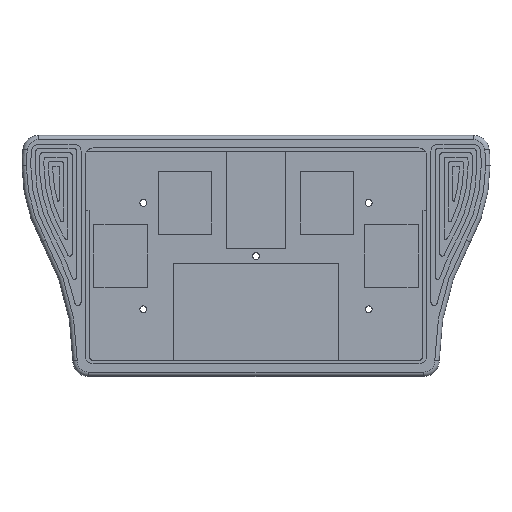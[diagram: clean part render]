
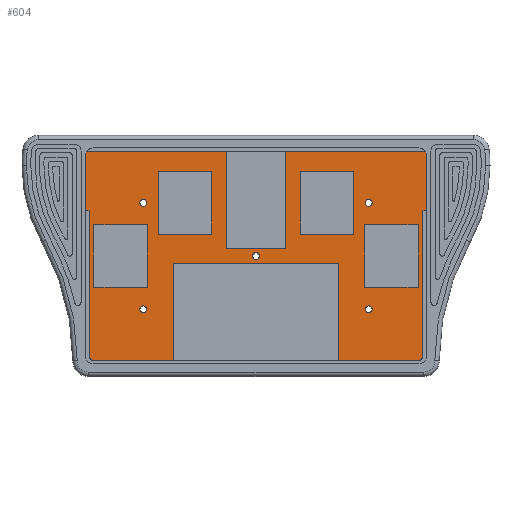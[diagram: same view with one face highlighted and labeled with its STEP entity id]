
A CAD part, top view. The second image highlights one B-rep face of the part: STEP entity #604.
In plain terms, the highlighted planar face has unit normal (0, 0, 1).
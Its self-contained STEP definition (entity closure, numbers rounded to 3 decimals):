
#276=CARTESIAN_POINT('',(0.,0.,-5.));
#277=DIRECTION('',(0.,0.,1.));
#278=DIRECTION('',(1.,0.,0.));
#279=AXIS2_PLACEMENT_3D('',#276,#277,#278);
#280=PLANE('',#279);
#281=CARTESIAN_POINT('',(46.1,25.5,-5.));
#282=VERTEX_POINT('',#281);
#283=CARTESIAN_POINT('',(45.,25.5,-5.));
#284=DIRECTION('',(0.,0.,1.));
#285=DIRECTION('',(1.,0.,-0.));
#286=AXIS2_PLACEMENT_3D('',#283,#284,#285);
#287=CIRCLE('',#286,1.1);
#288=EDGE_CURVE('',#282,#282,#287,.T.);
#289=ORIENTED_EDGE('',*,*,#288,.F.);
#290=EDGE_LOOP('',(#289));
#291=FACE_BOUND('',#290,.T.);
#292=CARTESIAN_POINT('',(18.5,23.,-5.));
#293=VERTEX_POINT('',#292);
#294=CARTESIAN_POINT('',(18.5,-9.,-5.));
#295=VERTEX_POINT('',#294);
#296=CARTESIAN_POINT('',(18.5,23.,-5.));
#297=DIRECTION('',(0.,-1.,0.));
#298=VECTOR('',#297,32.);
#299=LINE('',#296,#298);
#300=EDGE_CURVE('',#293,#295,#299,.T.);
#301=ORIENTED_EDGE('',*,*,#300,.F.);
#302=CARTESIAN_POINT('',(71.5,23.,-5.));
#303=VERTEX_POINT('',#302);
#304=CARTESIAN_POINT('',(18.5,23.,-5.));
#305=DIRECTION('',(1.,0.,-0.));
#306=VECTOR('',#305,53.);
#307=LINE('',#304,#306);
#308=EDGE_CURVE('',#293,#303,#307,.T.);
#309=ORIENTED_EDGE('',*,*,#308,.T.);
#310=CARTESIAN_POINT('',(71.5,-9.,-5.));
#311=VERTEX_POINT('',#310);
#312=CARTESIAN_POINT('',(71.5,23.,-5.));
#313=DIRECTION('',(0.,-1.,0.));
#314=VECTOR('',#313,32.);
#315=LINE('',#312,#314);
#316=EDGE_CURVE('',#303,#311,#315,.T.);
#317=ORIENTED_EDGE('',*,*,#316,.T.);
#318=CARTESIAN_POINT('',(97.,-9.,-5.));
#319=VERTEX_POINT('',#318);
#320=CARTESIAN_POINT('',(71.5,-9.,-5.));
#321=DIRECTION('',(1.,0.,-0.));
#322=VECTOR('',#321,25.5);
#323=LINE('',#320,#322);
#324=EDGE_CURVE('',#311,#319,#323,.T.);
#325=ORIENTED_EDGE('',*,*,#324,.T.);
#326=CARTESIAN_POINT('',(99.5,-6.5,-5.));
#327=VERTEX_POINT('',#326);
#328=CARTESIAN_POINT('',(97.,-6.5,-5.));
#329=DIRECTION('',(0.,0.,1.));
#330=DIRECTION('',(1.,0.,-0.));
#331=AXIS2_PLACEMENT_3D('',#328,#329,#330);
#332=CIRCLE('',#331,2.5);
#333=EDGE_CURVE('',#319,#327,#332,.T.);
#334=ORIENTED_EDGE('',*,*,#333,.T.);
#335=CARTESIAN_POINT('',(99.5,40.,-5.));
#336=VERTEX_POINT('',#335);
#337=CARTESIAN_POINT('',(99.5,40.,-5.));
#338=DIRECTION('',(0.,-1.,0.));
#339=VECTOR('',#338,46.5);
#340=LINE('',#337,#339);
#341=EDGE_CURVE('',#336,#327,#340,.T.);
#342=ORIENTED_EDGE('',*,*,#341,.F.);
#343=CARTESIAN_POINT('',(99.5,60.,-5.));
#344=VERTEX_POINT('',#343);
#345=CARTESIAN_POINT('',(99.5,60.,-5.));
#346=DIRECTION('',(0.,-1.,0.));
#347=VECTOR('',#346,20.);
#348=LINE('',#345,#347);
#349=EDGE_CURVE('',#344,#336,#348,.T.);
#350=ORIENTED_EDGE('',*,*,#349,.F.);
#351=CARTESIAN_POINT('',(54.5,60.,-5.));
#352=VERTEX_POINT('',#351);
#353=CARTESIAN_POINT('',(99.5,60.,-5.));
#354=DIRECTION('',(-1.,0.,0.));
#355=VECTOR('',#354,45.);
#356=LINE('',#353,#355);
#357=EDGE_CURVE('',#344,#352,#356,.T.);
#358=ORIENTED_EDGE('',*,*,#357,.T.);
#359=CARTESIAN_POINT('',(54.5,28.,-5.));
#360=VERTEX_POINT('',#359);
#361=CARTESIAN_POINT('',(54.5,60.,-5.));
#362=DIRECTION('',(0.,-1.,0.));
#363=VECTOR('',#362,32.);
#364=LINE('',#361,#363);
#365=EDGE_CURVE('',#352,#360,#364,.T.);
#366=ORIENTED_EDGE('',*,*,#365,.T.);
#367=CARTESIAN_POINT('',(35.5,28.,-5.));
#368=VERTEX_POINT('',#367);
#369=CARTESIAN_POINT('',(54.5,28.,-5.));
#370=DIRECTION('',(-1.,0.,0.));
#371=VECTOR('',#370,19.);
#372=LINE('',#369,#371);
#373=EDGE_CURVE('',#360,#368,#372,.T.);
#374=ORIENTED_EDGE('',*,*,#373,.T.);
#375=CARTESIAN_POINT('',(35.5,60.,-5.));
#376=VERTEX_POINT('',#375);
#377=CARTESIAN_POINT('',(35.5,60.,-5.));
#378=DIRECTION('',(0.,-1.,0.));
#379=VECTOR('',#378,32.);
#380=LINE('',#377,#379);
#381=EDGE_CURVE('',#376,#368,#380,.T.);
#382=ORIENTED_EDGE('',*,*,#381,.F.);
#383=CARTESIAN_POINT('',(-9.5,60.,-5.));
#384=VERTEX_POINT('',#383);
#385=CARTESIAN_POINT('',(-9.5,60.,-5.));
#386=DIRECTION('',(1.,0.,-0.));
#387=VECTOR('',#386,45.);
#388=LINE('',#385,#387);
#389=EDGE_CURVE('',#384,#376,#388,.T.);
#390=ORIENTED_EDGE('',*,*,#389,.F.);
#391=CARTESIAN_POINT('',(-9.5,40.,-5.));
#392=VERTEX_POINT('',#391);
#393=CARTESIAN_POINT('',(-9.5,60.,-5.));
#394=DIRECTION('',(0.,-1.,0.));
#395=VECTOR('',#394,20.);
#396=LINE('',#393,#395);
#397=EDGE_CURVE('',#384,#392,#396,.T.);
#398=ORIENTED_EDGE('',*,*,#397,.T.);
#399=CARTESIAN_POINT('',(-9.5,-6.5,-5.));
#400=VERTEX_POINT('',#399);
#401=CARTESIAN_POINT('',(-9.5,40.,-5.));
#402=DIRECTION('',(0.,-1.,0.));
#403=VECTOR('',#402,46.5);
#404=LINE('',#401,#403);
#405=EDGE_CURVE('',#392,#400,#404,.T.);
#406=ORIENTED_EDGE('',*,*,#405,.T.);
#407=CARTESIAN_POINT('',(-7.,-9.,-5.));
#408=VERTEX_POINT('',#407);
#409=CARTESIAN_POINT('',(-7.,-6.5,-5.));
#410=DIRECTION('',(0.,0.,-1.));
#411=DIRECTION('',(-1.,0.,0.));
#412=AXIS2_PLACEMENT_3D('',#409,#410,#411);
#413=CIRCLE('',#412,2.5);
#414=EDGE_CURVE('',#408,#400,#413,.T.);
#415=ORIENTED_EDGE('',*,*,#414,.F.);
#416=CARTESIAN_POINT('',(18.5,-9.,-5.));
#417=DIRECTION('',(-1.,0.,0.));
#418=VECTOR('',#417,25.5);
#419=LINE('',#416,#418);
#420=EDGE_CURVE('',#295,#408,#419,.T.);
#421=ORIENTED_EDGE('',*,*,#420,.F.);
#422=EDGE_LOOP('',(#301,#309,#317,#325,#334,#342,#350,#358,#366,#374,#382,#390,#398,#406,#415,#421));
#423=FACE_BOUND('',#422,.T.);
#424=CARTESIAN_POINT('',(79.762,15.5,-5.));
#425=VERTEX_POINT('',#424);
#426=CARTESIAN_POINT('',(96.762,15.5,-5.));
#427=VERTEX_POINT('',#426);
#428=CARTESIAN_POINT('',(79.762,15.5,-5.));
#429=DIRECTION('',(1.,0.,-0.));
#430=VECTOR('',#429,17.);
#431=LINE('',#428,#430);
#432=EDGE_CURVE('',#425,#427,#431,.T.);
#433=ORIENTED_EDGE('',*,*,#432,.F.);
#434=CARTESIAN_POINT('',(79.762,35.5,-5.));
#435=VERTEX_POINT('',#434);
#436=CARTESIAN_POINT('',(79.762,35.5,-5.));
#437=DIRECTION('',(0.,-1.,0.));
#438=VECTOR('',#437,20.);
#439=LINE('',#436,#438);
#440=EDGE_CURVE('',#435,#425,#439,.T.);
#441=ORIENTED_EDGE('',*,*,#440,.F.);
#442=CARTESIAN_POINT('',(96.762,35.5,-5.));
#443=VERTEX_POINT('',#442);
#444=CARTESIAN_POINT('',(79.762,35.5,-5.));
#445=DIRECTION('',(1.,0.,-0.));
#446=VECTOR('',#445,17.);
#447=LINE('',#444,#446);
#448=EDGE_CURVE('',#435,#443,#447,.T.);
#449=ORIENTED_EDGE('',*,*,#448,.T.);
#450=CARTESIAN_POINT('',(96.762,15.5,-5.));
#451=DIRECTION('',(0.,1.,0.));
#452=VECTOR('',#451,20.);
#453=LINE('',#450,#452);
#454=EDGE_CURVE('',#427,#443,#453,.T.);
#455=ORIENTED_EDGE('',*,*,#454,.F.);
#456=EDGE_LOOP('',(#433,#441,#449,#455));
#457=FACE_BOUND('',#456,.T.);
#458=CARTESIAN_POINT('',(82.1,8.5,-5.));
#459=VERTEX_POINT('',#458);
#460=CARTESIAN_POINT('',(81.,8.5,-5.));
#461=DIRECTION('',(0.,0.,1.));
#462=DIRECTION('',(1.,0.,-0.));
#463=AXIS2_PLACEMENT_3D('',#460,#461,#462);
#464=CIRCLE('',#463,1.1);
#465=EDGE_CURVE('',#459,#459,#464,.T.);
#466=ORIENTED_EDGE('',*,*,#465,.F.);
#467=EDGE_LOOP('',(#466));
#468=FACE_BOUND('',#467,.T.);
#469=CARTESIAN_POINT('',(82.1,42.5,-5.));
#470=VERTEX_POINT('',#469);
#471=CARTESIAN_POINT('',(81.,42.5,-5.));
#472=DIRECTION('',(0.,0.,1.));
#473=DIRECTION('',(1.,0.,-0.));
#474=AXIS2_PLACEMENT_3D('',#471,#472,#473);
#475=CIRCLE('',#474,1.1);
#476=EDGE_CURVE('',#470,#470,#475,.T.);
#477=ORIENTED_EDGE('',*,*,#476,.F.);
#478=EDGE_LOOP('',(#477));
#479=FACE_BOUND('',#478,.T.);
#480=CARTESIAN_POINT('',(59.25,52.5,-5.));
#481=VERTEX_POINT('',#480);
#482=CARTESIAN_POINT('',(76.25,52.5,-5.));
#483=VERTEX_POINT('',#482);
#484=CARTESIAN_POINT('',(59.25,52.5,-5.));
#485=DIRECTION('',(1.,0.,-0.));
#486=VECTOR('',#485,17.);
#487=LINE('',#484,#486);
#488=EDGE_CURVE('',#481,#483,#487,.T.);
#489=ORIENTED_EDGE('',*,*,#488,.T.);
#490=CARTESIAN_POINT('',(76.25,32.5,-5.));
#491=VERTEX_POINT('',#490);
#492=CARTESIAN_POINT('',(76.25,52.5,-5.));
#493=DIRECTION('',(0.,-1.,0.));
#494=VECTOR('',#493,20.);
#495=LINE('',#492,#494);
#496=EDGE_CURVE('',#483,#491,#495,.T.);
#497=ORIENTED_EDGE('',*,*,#496,.T.);
#498=CARTESIAN_POINT('',(59.25,32.5,-5.));
#499=VERTEX_POINT('',#498);
#500=CARTESIAN_POINT('',(76.25,32.5,-5.));
#501=DIRECTION('',(-1.,0.,0.));
#502=VECTOR('',#501,17.);
#503=LINE('',#500,#502);
#504=EDGE_CURVE('',#491,#499,#503,.T.);
#505=ORIENTED_EDGE('',*,*,#504,.T.);
#506=CARTESIAN_POINT('',(59.25,32.5,-5.));
#507=DIRECTION('',(0.,1.,0.));
#508=VECTOR('',#507,20.);
#509=LINE('',#506,#508);
#510=EDGE_CURVE('',#499,#481,#509,.T.);
#511=ORIENTED_EDGE('',*,*,#510,.T.);
#512=EDGE_LOOP('',(#489,#497,#505,#511));
#513=FACE_BOUND('',#512,.T.);
#514=CARTESIAN_POINT('',(10.238,15.5,-5.));
#515=VERTEX_POINT('',#514);
#516=CARTESIAN_POINT('',(-6.762,15.5,-5.));
#517=VERTEX_POINT('',#516);
#518=CARTESIAN_POINT('',(10.238,15.5,-5.));
#519=DIRECTION('',(-1.,0.,0.));
#520=VECTOR('',#519,17.);
#521=LINE('',#518,#520);
#522=EDGE_CURVE('',#515,#517,#521,.T.);
#523=ORIENTED_EDGE('',*,*,#522,.T.);
#524=CARTESIAN_POINT('',(-6.762,35.5,-5.));
#525=VERTEX_POINT('',#524);
#526=CARTESIAN_POINT('',(-6.762,15.5,-5.));
#527=DIRECTION('',(0.,1.,0.));
#528=VECTOR('',#527,20.);
#529=LINE('',#526,#528);
#530=EDGE_CURVE('',#517,#525,#529,.T.);
#531=ORIENTED_EDGE('',*,*,#530,.T.);
#532=CARTESIAN_POINT('',(10.238,35.5,-5.));
#533=VERTEX_POINT('',#532);
#534=CARTESIAN_POINT('',(10.238,35.5,-5.));
#535=DIRECTION('',(-1.,0.,0.));
#536=VECTOR('',#535,17.);
#537=LINE('',#534,#536);
#538=EDGE_CURVE('',#533,#525,#537,.T.);
#539=ORIENTED_EDGE('',*,*,#538,.F.);
#540=CARTESIAN_POINT('',(10.238,35.5,-5.));
#541=DIRECTION('',(0.,-1.,0.));
#542=VECTOR('',#541,20.);
#543=LINE('',#540,#542);
#544=EDGE_CURVE('',#533,#515,#543,.T.);
#545=ORIENTED_EDGE('',*,*,#544,.T.);
#546=EDGE_LOOP('',(#523,#531,#539,#545));
#547=FACE_BOUND('',#546,.T.);
#548=CARTESIAN_POINT('',(7.9,8.5,-5.));
#549=VERTEX_POINT('',#548);
#550=CARTESIAN_POINT('',(9.,8.5,-5.));
#551=DIRECTION('',(0.,0.,-1.));
#552=DIRECTION('',(-1.,0.,0.));
#553=AXIS2_PLACEMENT_3D('',#550,#551,#552);
#554=CIRCLE('',#553,1.1);
#555=EDGE_CURVE('',#549,#549,#554,.T.);
#556=ORIENTED_EDGE('',*,*,#555,.T.);
#557=EDGE_LOOP('',(#556));
#558=FACE_BOUND('',#557,.T.);
#559=CARTESIAN_POINT('',(7.9,42.5,-5.));
#560=VERTEX_POINT('',#559);
#561=CARTESIAN_POINT('',(9.,42.5,-5.));
#562=DIRECTION('',(0.,0.,-1.));
#563=DIRECTION('',(-1.,0.,0.));
#564=AXIS2_PLACEMENT_3D('',#561,#562,#563);
#565=CIRCLE('',#564,1.1);
#566=EDGE_CURVE('',#560,#560,#565,.T.);
#567=ORIENTED_EDGE('',*,*,#566,.T.);
#568=EDGE_LOOP('',(#567));
#569=FACE_BOUND('',#568,.T.);
#570=CARTESIAN_POINT('',(30.75,52.5,-5.));
#571=VERTEX_POINT('',#570);
#572=CARTESIAN_POINT('',(13.75,52.5,-5.));
#573=VERTEX_POINT('',#572);
#574=CARTESIAN_POINT('',(30.75,52.5,-5.));
#575=DIRECTION('',(-1.,0.,0.));
#576=VECTOR('',#575,17.);
#577=LINE('',#574,#576);
#578=EDGE_CURVE('',#571,#573,#577,.T.);
#579=ORIENTED_EDGE('',*,*,#578,.F.);
#580=CARTESIAN_POINT('',(30.75,32.5,-5.));
#581=VERTEX_POINT('',#580);
#582=CARTESIAN_POINT('',(30.75,32.5,-5.));
#583=DIRECTION('',(0.,1.,0.));
#584=VECTOR('',#583,20.);
#585=LINE('',#582,#584);
#586=EDGE_CURVE('',#581,#571,#585,.T.);
#587=ORIENTED_EDGE('',*,*,#586,.F.);
#588=CARTESIAN_POINT('',(13.75,32.5,-5.));
#589=VERTEX_POINT('',#588);
#590=CARTESIAN_POINT('',(13.75,32.5,-5.));
#591=DIRECTION('',(1.,0.,-0.));
#592=VECTOR('',#591,17.);
#593=LINE('',#590,#592);
#594=EDGE_CURVE('',#589,#581,#593,.T.);
#595=ORIENTED_EDGE('',*,*,#594,.F.);
#596=CARTESIAN_POINT('',(13.75,52.5,-5.));
#597=DIRECTION('',(0.,-1.,0.));
#598=VECTOR('',#597,20.);
#599=LINE('',#596,#598);
#600=EDGE_CURVE('',#573,#589,#599,.T.);
#601=ORIENTED_EDGE('',*,*,#600,.F.);
#602=EDGE_LOOP('',(#579,#587,#595,#601));
#603=FACE_BOUND('',#602,.T.);
#604=ADVANCED_FACE('',(#291,#423,#457,#468,#479,#513,#547,#558,#569,#603),#280,.T.);
